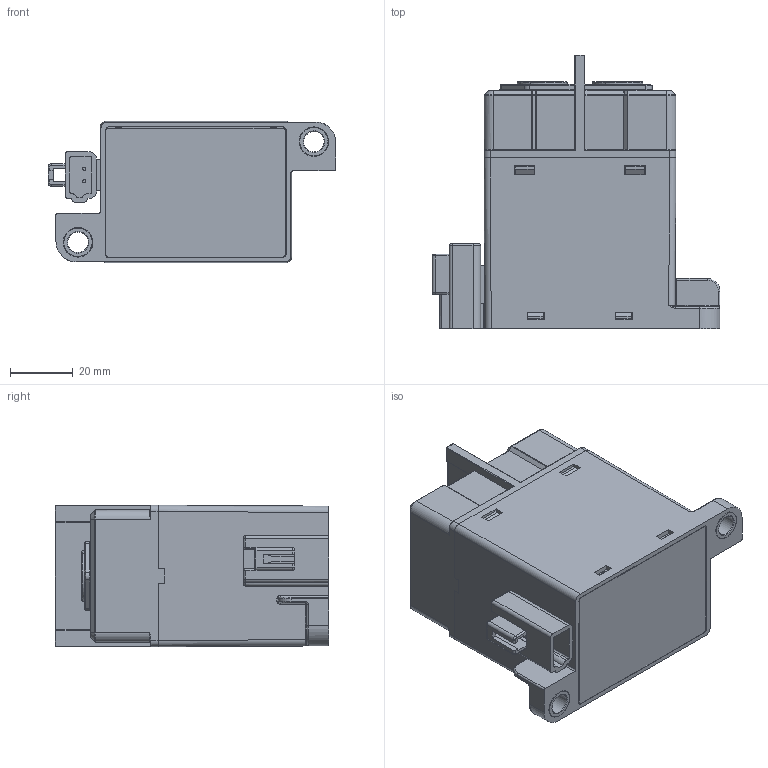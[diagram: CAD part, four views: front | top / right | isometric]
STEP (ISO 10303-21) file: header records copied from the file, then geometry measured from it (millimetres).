
FILE_DESCRIPTION(('CATIA V5 STEP Exchange'),'2;1');
FILE_NAME('GER-250ST.stp','2018-02-26T23:57:38+00:00',('none'),('none'),'CATIA Version 5 Release 20 SP 7 (IN-10)','CATIA V5 STEP AP214','none');
FILE_SCHEMA(('AUTOMOTIVE_DESIGN { 1 0 10303 214 1 1 1 1 }'));
Length unit declared in the file: millimetre
Products named in the file (1): 72316604101_TOTAL ASS'Y,SUB,GER250ST_AllCATPart
Bounding box: 91.5 x 87 x 45 mm (x, y, z)
Volume: 43322.1 mm3; surface area: 56874.2 mm2
Topology: 9 solids, 9 shells, 1001 faces, 2556 edges, 1550 vertices
Faces by surface type: plane 491, cylinder 286, cone 79, torus 63, sphere 44, bspline 38
Entity records: 33369 total; most frequent: CARTESIAN_POINT 8052, ORIENTED_EDGE 5004, DIRECTION 3961, EDGE_CURVE 2502, VECTOR 1630, LINE 1630, VERTEX_POINT 1550, AXIS2_PLACEMENT_3D 1458
